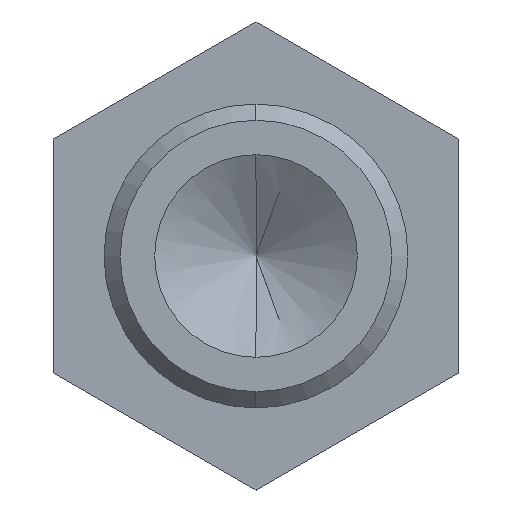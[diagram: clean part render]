
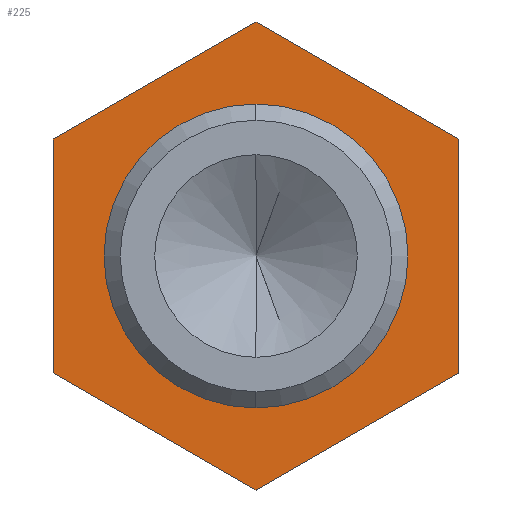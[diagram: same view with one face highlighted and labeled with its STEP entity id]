
A CAD part, left-side view. The second image highlights one B-rep face of the part: STEP entity #225.
In plain terms, the highlighted planar face has unit normal (-1, 0, 0).
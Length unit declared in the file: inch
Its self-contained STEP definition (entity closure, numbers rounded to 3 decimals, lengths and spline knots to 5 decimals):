
#5 = VERTEX_POINT ( 'NONE', #108 ) ;
#24 = LINE ( 'NONE', #422, #49 ) ;
#27 = DIRECTION ( 'NONE',  ( 0., 0., -1. ) ) ;
#48 = DIRECTION ( 'NONE',  ( 0., 0.866, -0.5 ) ) ;
#49 = VECTOR ( 'NONE', #59, 39.37008 ) ;
#59 = DIRECTION ( 'NONE',  ( 0., -0.866, -0.5 ) ) ;
#71 = DIRECTION ( 'NONE',  ( 1., 0., 0. ) ) ;
#78 = LINE ( 'NONE', #763, #795 ) ;
#84 = CARTESIAN_POINT ( 'NONE',  ( 0.28, 0.25, 0.14434 ) ) ;
#95 = LINE ( 'NONE', #143, #837 ) ;
#103 = EDGE_CURVE ( 'NONE', #259, #519, #892, .T. ) ;
#108 = CARTESIAN_POINT ( 'NONE',  ( 0.28, 0., 0.1875 ) ) ;
#114 = CARTESIAN_POINT ( 'NONE',  ( 0.28, -0.25, -0.14434 ) ) ;
#141 = VERTEX_POINT ( 'NONE', #540 ) ;
#143 = CARTESIAN_POINT ( 'NONE',  ( 0.28, 0., -0.28868 ) ) ;
#148 = ORIENTED_EDGE ( 'NONE', *, *, #803, .F. ) ;
#191 = EDGE_CURVE ( 'NONE', #816, #332, #324, .T. ) ;
#194 = DIRECTION ( 'NONE',  ( 0., 0., 1. ) ) ;
#225 = ADVANCED_FACE ( 'NONE', ( #653, #458 ), #714, .F. ) ;
#233 = EDGE_LOOP ( 'NONE', ( #603, #580, #315, #624, #667, #148 ) ) ;
#242 = CIRCLE ( 'NONE', #814, 0.1875 ) ;
#253 = EDGE_CURVE ( 'NONE', #325, #816, #78, .T. ) ;
#259 = VERTEX_POINT ( 'NONE', #84 ) ;
#263 = CARTESIAN_POINT ( 'NONE',  ( 0.28, 0., -0.28868 ) ) ;
#265 = DIRECTION ( 'NONE',  ( 1., 0., 0. ) ) ;
#288 = EDGE_LOOP ( 'NONE', ( #815, #648 ) ) ;
#308 = EDGE_CURVE ( 'NONE', #5, #141, #242, .T. ) ;
#315 = ORIENTED_EDGE ( 'NONE', *, *, #885, .F. ) ;
#324 = LINE ( 'NONE', #840, #865 ) ;
#325 = VERTEX_POINT ( 'NONE', #754 ) ;
#329 = CARTESIAN_POINT ( 'NONE',  ( 0.28, 0., 0. ) ) ;
#332 = VERTEX_POINT ( 'NONE', #263 ) ;
#336 = DIRECTION ( 'NONE',  ( 0., 0.866, 0.5 ) ) ;
#337 = VECTOR ( 'NONE', #533, 39.37008 ) ;
#388 = CARTESIAN_POINT ( 'NONE',  ( 0.28, 0.25, -0.14434 ) ) ;
#422 = CARTESIAN_POINT ( 'NONE',  ( 0.28, 0., 0.28868 ) ) ;
#458 = FACE_BOUND ( 'NONE', #288, .T. ) ;
#459 = VECTOR ( 'NONE', #194, 39.37008 ) ;
#484 = DIRECTION ( 'NONE',  ( 0., 0., -1. ) ) ;
#495 = VERTEX_POINT ( 'NONE', #388 ) ;
#519 = VERTEX_POINT ( 'NONE', #639 ) ;
#526 = AXIS2_PLACEMENT_3D ( 'NONE', #329, #619, #27 ) ;
#533 = DIRECTION ( 'NONE',  ( 0., -0.866, 0.5 ) ) ;
#540 = CARTESIAN_POINT ( 'NONE',  ( 0.28, 0., -0.1875 ) ) ;
#580 = ORIENTED_EDGE ( 'NONE', *, *, #253, .F. ) ;
#603 = ORIENTED_EDGE ( 'NONE', *, *, #191, .F. ) ;
#608 = EDGE_CURVE ( 'NONE', #141, #5, #908, .T. ) ;
#619 = DIRECTION ( 'NONE',  ( 1., 0., 0. ) ) ;
#624 = ORIENTED_EDGE ( 'NONE', *, *, #103, .F. ) ;
#639 = CARTESIAN_POINT ( 'NONE',  ( 0.28, 0., 0.28868 ) ) ;
#648 = ORIENTED_EDGE ( 'NONE', *, *, #608, .T. ) ;
#653 = FACE_OUTER_BOUND ( 'NONE', #233, .T. ) ;
#667 = ORIENTED_EDGE ( 'NONE', *, *, #807, .F. ) ;
#687 = DIRECTION ( 'NONE',  ( 0., 0., -1. ) ) ;
#712 = DIRECTION ( 'NONE',  ( 0., 0., -1. ) ) ;
#714 = PLANE ( 'NONE',  #871 ) ;
#750 = CARTESIAN_POINT ( 'NONE',  ( 0.28, 0.25, 0.14434 ) ) ;
#754 = CARTESIAN_POINT ( 'NONE',  ( 0.28, -0.25, 0.14434 ) ) ;
#759 = CARTESIAN_POINT ( 'NONE',  ( 0.28, 0., 0. ) ) ;
#763 = CARTESIAN_POINT ( 'NONE',  ( 0.28, -0.25, 0.14434 ) ) ;
#795 = VECTOR ( 'NONE', #484, 39.37008 ) ;
#803 = EDGE_CURVE ( 'NONE', #332, #495, #95, .T. ) ;
#807 = EDGE_CURVE ( 'NONE', #495, #259, #866, .T. ) ;
#814 = AXIS2_PLACEMENT_3D ( 'NONE', #759, #265, #687 ) ;
#815 = ORIENTED_EDGE ( 'NONE', *, *, #308, .T. ) ;
#816 = VERTEX_POINT ( 'NONE', #114 ) ;
#837 = VECTOR ( 'NONE', #336, 39.37008 ) ;
#840 = CARTESIAN_POINT ( 'NONE',  ( 0.28, -0.25, -0.14434 ) ) ;
#859 = CARTESIAN_POINT ( 'NONE',  ( 0.28, 0., 0. ) ) ;
#865 = VECTOR ( 'NONE', #48, 39.37008 ) ;
#866 = LINE ( 'NONE', #886, #459 ) ;
#871 = AXIS2_PLACEMENT_3D ( 'NONE', #859, #71, #712 ) ;
#885 = EDGE_CURVE ( 'NONE', #519, #325, #24, .T. ) ;
#886 = CARTESIAN_POINT ( 'NONE',  ( 0.28, 0.25, -0.14434 ) ) ;
#892 = LINE ( 'NONE', #750, #337 ) ;
#908 = CIRCLE ( 'NONE', #526, 0.1875 ) ;
